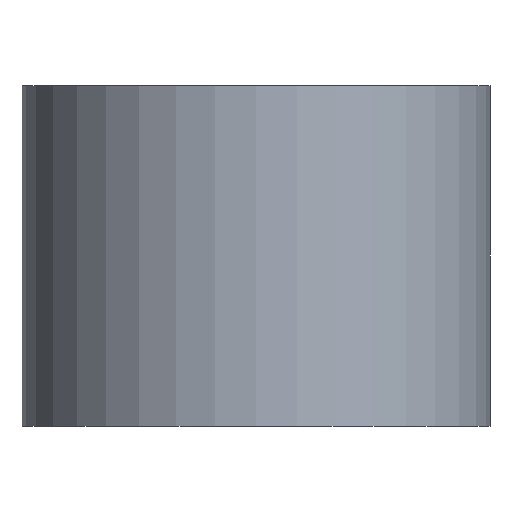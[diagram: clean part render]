
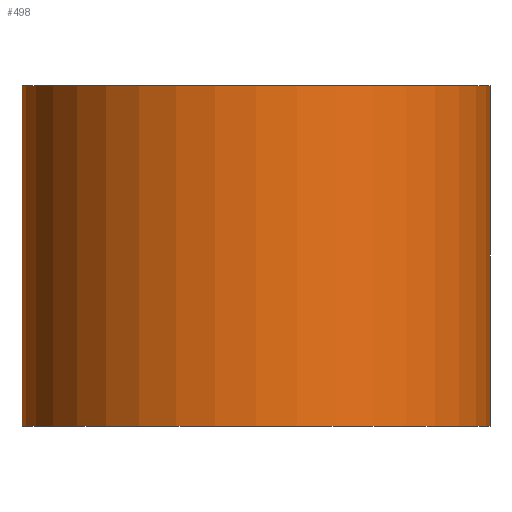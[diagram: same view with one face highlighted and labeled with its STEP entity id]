
A CAD part, front view. The second image highlights one B-rep face of the part: STEP entity #498.
In plain terms, the highlighted cylindrical face has radius 8.25 mm (diameter 16.5 mm), a partial arc.
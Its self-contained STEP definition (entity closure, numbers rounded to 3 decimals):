
#46 = DIRECTION ( 'NONE',  ( 0., 0., -1. ) ) ;
#50 = VERTEX_POINT ( 'NONE', #159 ) ;
#56 = AXIS2_PLACEMENT_3D ( 'NONE', #131, #341, #123 ) ;
#59 = ORIENTED_EDGE ( 'NONE', *, *, #398, .F. ) ;
#70 = CARTESIAN_POINT ( 'NONE',  ( 8.25, 0., 12. ) ) ;
#73 = CIRCLE ( 'NONE', #589, 8.25 ) ;
#102 = FACE_OUTER_BOUND ( 'NONE', #617, .T. ) ;
#112 = ORIENTED_EDGE ( 'NONE', *, *, #637, .T. ) ;
#123 = DIRECTION ( 'NONE',  ( 1., 0., 0. ) ) ;
#131 = CARTESIAN_POINT ( 'NONE',  ( 0., 0., 0. ) ) ;
#140 = CARTESIAN_POINT ( 'NONE',  ( -8.25, 0., 12. ) ) ;
#148 = VERTEX_POINT ( 'NONE', #346 ) ;
#156 = CARTESIAN_POINT ( 'NONE',  ( 0., 0., 12. ) ) ;
#159 = CARTESIAN_POINT ( 'NONE',  ( 8.25, 0., 12. ) ) ;
#172 = CARTESIAN_POINT ( 'NONE',  ( 0., 0., 12. ) ) ;
#208 = LINE ( 'NONE', #337, #638 ) ;
#219 = CIRCLE ( 'NONE', #56, 8.25 ) ;
#236 = VERTEX_POINT ( 'NONE', #140 ) ;
#256 = ORIENTED_EDGE ( 'NONE', *, *, #679, .F. ) ;
#315 = DIRECTION ( 'NONE',  ( -1., 0., 0. ) ) ;
#337 = CARTESIAN_POINT ( 'NONE',  ( -8.25, 0., 12. ) ) ;
#341 = DIRECTION ( 'NONE',  ( 0., 0., 1. ) ) ;
#346 = CARTESIAN_POINT ( 'NONE',  ( 8.25, 0., 0. ) ) ;
#362 = AXIS2_PLACEMENT_3D ( 'NONE', #156, #46, #315 ) ;
#378 = CYLINDRICAL_SURFACE ( 'NONE', #362, 8.25 ) ;
#387 = ORIENTED_EDGE ( 'NONE', *, *, #421, .T. ) ;
#389 = DIRECTION ( 'NONE',  ( 1., 0., 0. ) ) ;
#398 = EDGE_CURVE ( 'NONE', #236, #50, #73, .T. ) ;
#421 = EDGE_CURVE ( 'NONE', #236, #585, #208, .T. ) ;
#498 = ADVANCED_FACE ( 'NONE', ( #102 ), #378, .T. ) ;
#552 = LINE ( 'NONE', #70, #683 ) ;
#555 = CARTESIAN_POINT ( 'NONE',  ( -8.25, 0., 0. ) ) ;
#585 = VERTEX_POINT ( 'NONE', #555 ) ;
#589 = AXIS2_PLACEMENT_3D ( 'NONE', #172, #632, #389 ) ;
#617 = EDGE_LOOP ( 'NONE', ( #256, #59, #387, #112 ) ) ;
#632 = DIRECTION ( 'NONE',  ( 0., 0., 1. ) ) ;
#637 = EDGE_CURVE ( 'NONE', #585, #148, #219, .T. ) ;
#638 = VECTOR ( 'NONE', #677, 1000. ) ;
#661 = DIRECTION ( 'NONE',  ( 0., 0., -1. ) ) ;
#677 = DIRECTION ( 'NONE',  ( 0., 0., -1. ) ) ;
#679 = EDGE_CURVE ( 'NONE', #50, #148, #552, .T. ) ;
#683 = VECTOR ( 'NONE', #661, 1000. ) ;
